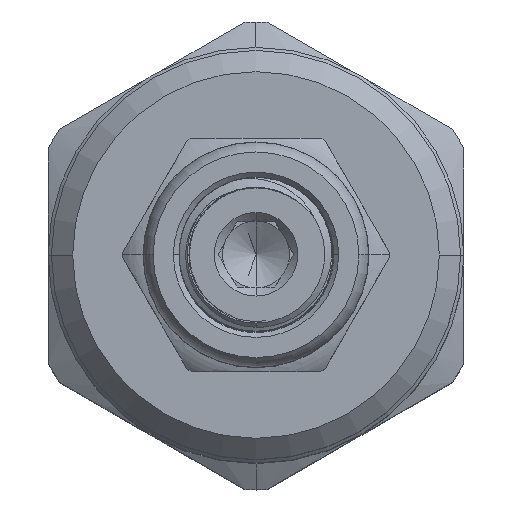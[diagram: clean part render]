
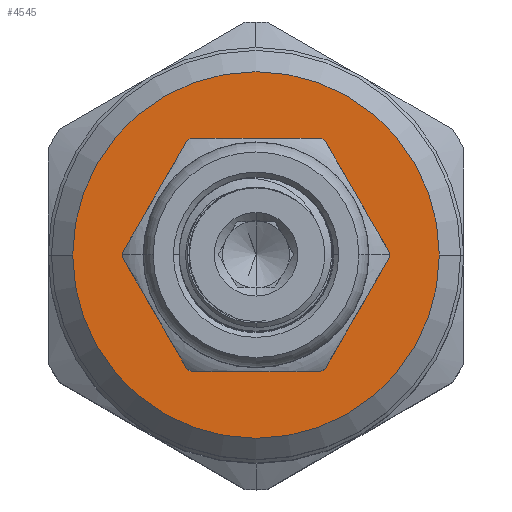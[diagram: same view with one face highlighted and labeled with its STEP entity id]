
A CAD part, top view. The second image highlights one B-rep face of the part: STEP entity #4545.
In plain terms, the highlighted planar face has unit normal (0, 0, 1).
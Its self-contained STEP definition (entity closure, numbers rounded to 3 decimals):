
#270 = CARTESIAN_POINT ( 'NONE',  ( 0., 0., 59.513 ) ) ;
#392 = DIRECTION ( 'NONE',  ( -1., 0., 0. ) ) ;
#393 = DIRECTION ( 'NONE',  ( 0., 0., 1. ) ) ;
#1834 = DIRECTION ( 'NONE',  ( -1., 0., 0. ) ) ;
#1835 = DIRECTION ( 'NONE',  ( 0., 0., 1. ) ) ;
#1836 = CARTESIAN_POINT ( 'NONE',  ( 0., 0., 59.513 ) ) ;
#2232 = DIRECTION ( 'NONE',  ( -1., 0., 0. ) ) ;
#2233 = DIRECTION ( 'NONE',  ( 0., 0., -1. ) ) ;
#2234 = CARTESIAN_POINT ( 'NONE',  ( 0., 0., 59.513 ) ) ;
#4545 = ADVANCED_FACE ( 'NONE', ( #28929, #28919 ), #7304, .F. ) ;
#7292 = DIRECTION ( 'NONE',  ( -1., 0., 0. ) ) ;
#7298 = DIRECTION ( 'NONE',  ( 0., 0., -1. ) ) ;
#7304 = PLANE ( 'NONE',  #31614 ) ;
#7322 = CARTESIAN_POINT ( 'NONE',  ( 0., 0., 59.513 ) ) ;
#8301 = EDGE_CURVE ( 'NONE', #32699, #33396, #28662, .T. ) ;
#8640 = EDGE_CURVE ( 'NONE', #33396, #32699, #28991, .T. ) ;
#8901 = EDGE_CURVE ( 'NONE', #33064, #33069, #13926, .T. ) ;
#8952 = EDGE_CURVE ( 'NONE', #33069, #33064, #13806, .T. ) ;
#9515 = ORIENTED_EDGE ( 'NONE', *, *, #8901, .T. ) ;
#9516 = ORIENTED_EDGE ( 'NONE', *, *, #8952, .T. ) ;
#9518 = ORIENTED_EDGE ( 'NONE', *, *, #8640, .T. ) ;
#9519 = ORIENTED_EDGE ( 'NONE', *, *, #8301, .T. ) ;
#13166 = DIRECTION ( 'NONE',  ( 0., 0., -1. ) ) ;
#13168 = CARTESIAN_POINT ( 'NONE',  ( 0., 0., 59.513 ) ) ;
#13172 = DIRECTION ( 'NONE',  ( -1., 0., 0. ) ) ;
#13806 = CIRCLE ( 'NONE', #31299, 4.85 ) ;
#13926 = CIRCLE ( 'NONE', #31316, 4.85 ) ;
#15995 = CARTESIAN_POINT ( 'NONE',  ( 11.2, 0., 59.513 ) ) ;
#16128 = CARTESIAN_POINT ( 'NONE',  ( -4.85, 0., 59.513 ) ) ;
#16133 = CARTESIAN_POINT ( 'NONE',  ( 4.85, 0., 59.513 ) ) ;
#16397 = CARTESIAN_POINT ( 'NONE',  ( -11.2, 0., 59.513 ) ) ;
#17499 = EDGE_LOOP ( 'NONE', ( #9516, #9515 ) ) ;
#17581 = EDGE_LOOP ( 'NONE', ( #9519, #9518 ) ) ;
#28662 = CIRCLE ( 'NONE', #31503, 11.2 ) ;
#28919 = FACE_OUTER_BOUND ( 'NONE', #17581, .T. ) ;
#28929 = FACE_BOUND ( 'NONE', #17499, .T. ) ;
#28991 = CIRCLE ( 'NONE', #31406, 11.2 ) ;
#31299 = AXIS2_PLACEMENT_3D ( 'NONE', #13168, #13166, #13172 ) ;
#31316 = AXIS2_PLACEMENT_3D ( 'NONE', #2234, #2233, #2232 ) ;
#31406 = AXIS2_PLACEMENT_3D ( 'NONE', #1836, #1835, #1834 ) ;
#31503 = AXIS2_PLACEMENT_3D ( 'NONE', #270, #393, #392 ) ;
#31614 = AXIS2_PLACEMENT_3D ( 'NONE', #7322, #7298, #7292 ) ;
#32699 = VERTEX_POINT ( 'NONE', #16397 ) ;
#33064 = VERTEX_POINT ( 'NONE', #16128 ) ;
#33069 = VERTEX_POINT ( 'NONE', #16133 ) ;
#33396 = VERTEX_POINT ( 'NONE', #15995 ) ;
